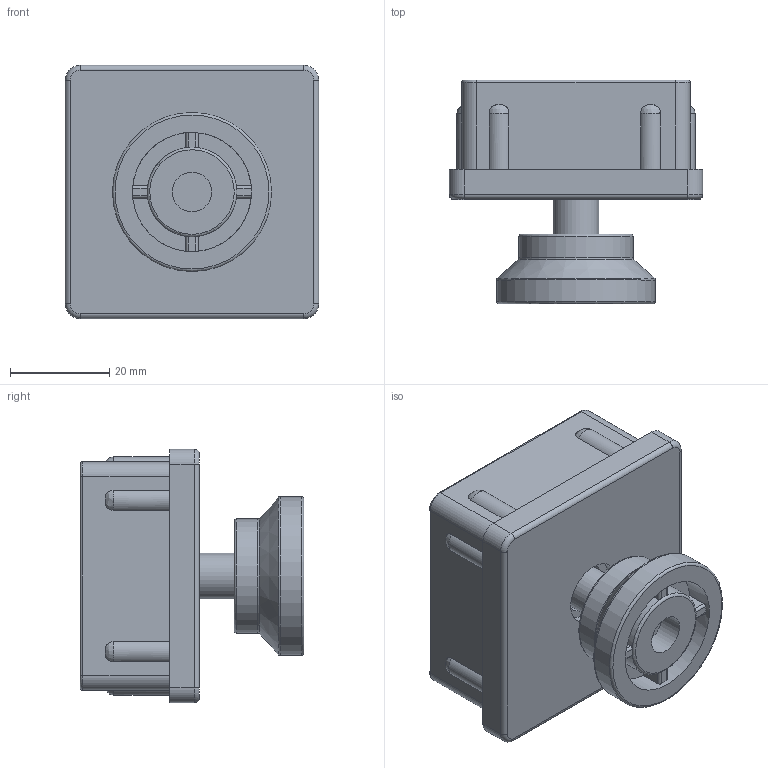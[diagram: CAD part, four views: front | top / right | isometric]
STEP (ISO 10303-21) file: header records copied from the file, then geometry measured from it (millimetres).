
FILE_DESCRIPTION(/* description */ (''),/* implementation_level */ '2;1');
FILE_NAME(/* name */ 'PR6-5050.stp',/* time_stamp */ '2024-08-30T15:07:47+09:00',/* author */ ('user'),/* organization */ (''),/* preprocessor_version */ 'ST-DEVELOPER v15.6',/* originating_system */ 'Autodesk Inventor 2015',/* authorisation */ '');
FILE_SCHEMA (('AUTOMOTIVE_DESIGN { 1 0 10303 214 3 1 1 }'));
Length unit declared in the file: millimetre
Products named in the file (3): 조절발; PR34-5050; PR6-5050
Bounding box: 51 x 45 x 51 mm (x, y, z)
Volume: 27222 mm3; surface area: 20058.7 mm2
Topology: 2 solids, 2 shells, 136 faces, 353 edges, 228 vertices
Faces by surface type: plane 59, cylinder 50, torus 17, bspline 8, cone 2
Full cylindrical faces by diameter (mm): 8 x1, 9.2 x2, 12.5 x1, 12.8 x1, 13 x1, 21 x1, 23 x1, 24 x1, 32 x1
Entity records: 5402 total; most frequent: CARTESIAN_POINT 2087, DIRECTION 678, ORIENTED_EDGE 664, EDGE_CURVE 332, AXIS2_PLACEMENT_3D 253, VERTEX_POINT 224, LINE 172, VECTOR 172
